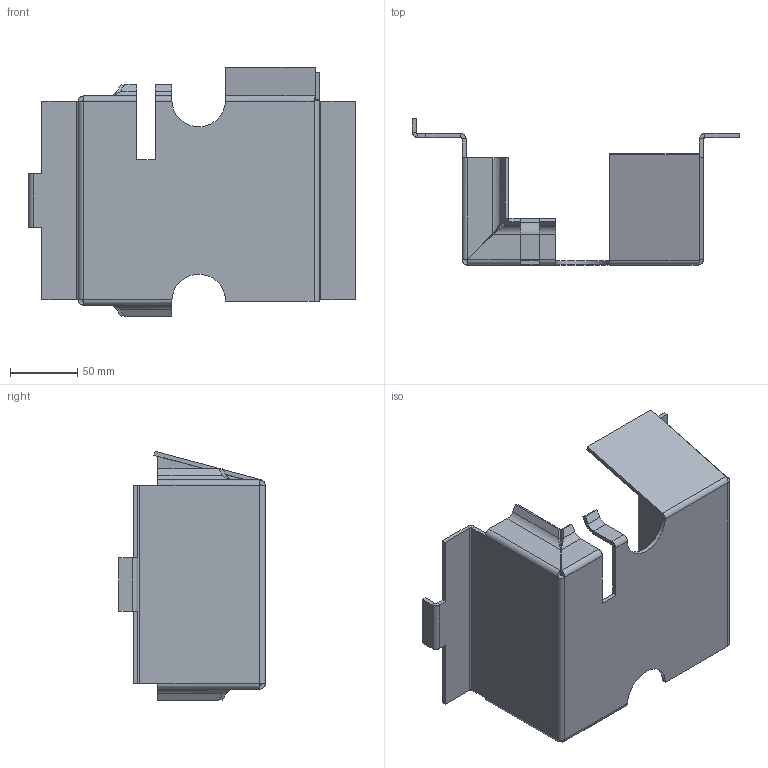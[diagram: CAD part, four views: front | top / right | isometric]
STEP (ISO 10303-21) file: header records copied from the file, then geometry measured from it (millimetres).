
FILE_DESCRIPTION((''),'2;1');
FILE_NAME('COVER','2017-11-08T20:32:51',('GKam'),(''),'CREO PARAMETRIC BY PTC INC, 2016510','CREO PARAMETRIC BY PTC INC, 2016510','');
FILE_SCHEMA(('AP242_MANAGED_MODEL_BASED_3D_ENGINEERING_MIM_LF { 1 0 10303 442 1 1 4 }'));
Length unit declared in the file: millimetre
Products named in the file (1): COVER
Bounding box: 244 x 109.07 x 185.85 mm (x, y, z)
Volume: 227269.3 mm3; surface area: 156927.8 mm2
Topology: 1 solids, 1 shells, 156 faces, 338 edges, 184 vertices
Faces by surface type: plane 108, cylinder 34, bspline 13, extrusion 1
Entity records: 5836 total; most frequent: CARTESIAN_POINT 1214, DIRECTION 677, ORIENTED_EDGE 676, PRESENTATION_STYLE_ASSIGNMENT 347, STYLED_ITEM 347, CURVE_STYLE 346, EDGE_CURVE 338, VECTOR 263
